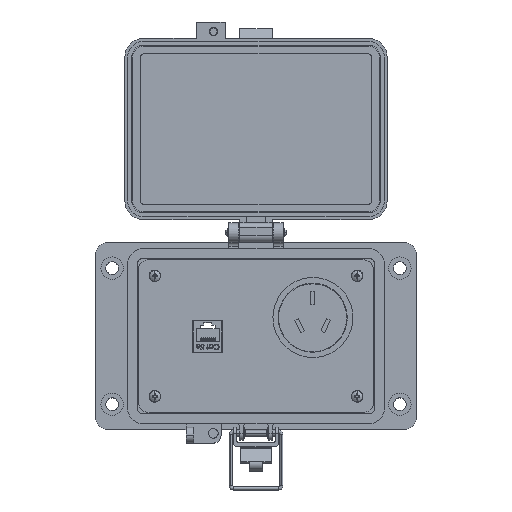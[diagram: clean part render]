
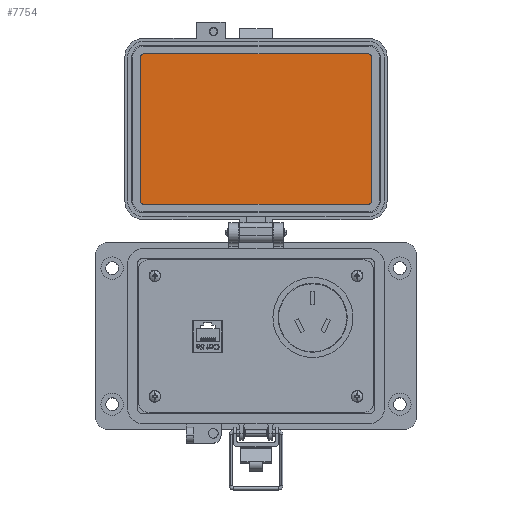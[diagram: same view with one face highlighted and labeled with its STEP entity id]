
A CAD part, top view. The second image highlights one B-rep face of the part: STEP entity #7754.
In plain terms, the highlighted planar face has unit normal (0, 0, 1).
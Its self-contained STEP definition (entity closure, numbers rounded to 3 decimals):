
#702 = DIRECTION ( 'NONE',  ( 0., 0., -1. ) ) ;
#2065 = EDGE_CURVE ( 'NONE', #45051, #32939, #4416, .T. ) ;
#2120 = DIRECTION ( 'NONE',  ( 0., 1., 0. ) ) ;
#3202 = CIRCLE ( 'NONE', #35305, 1.785 ) ;
#4416 = LINE ( 'NONE', #65153, #20086 ) ;
#7754 = ADVANCED_FACE ( 'NONE', ( #52538 ), #20603, .T. ) ;
#8397 = EDGE_CURVE ( 'NONE', #45366, #45051, #10434, .T. ) ;
#8677 = VERTEX_POINT ( 'NONE', #24298 ) ;
#10434 = CIRCLE ( 'NONE', #37128, 1.785 ) ;
#12208 = ORIENTED_EDGE ( 'NONE', *, *, #38852, .F. ) ;
#12677 = CARTESIAN_POINT ( 'NONE',  ( -59.505, 143.334, 8.694 ) ) ;
#14877 = VERTEX_POINT ( 'NONE', #67855 ) ;
#15251 = CARTESIAN_POINT ( 'NONE',  ( -57.72, 67.765, 8.694 ) ) ;
#16378 = CARTESIAN_POINT ( 'NONE',  ( -57.72, 69.55, 8.694 ) ) ;
#17432 = EDGE_CURVE ( 'NONE', #65347, #45366, #47300, .T. ) ;
#18080 = DIRECTION ( 'NONE',  ( -1., 0., 0. ) ) ;
#18574 = AXIS2_PLACEMENT_3D ( 'NONE', #34835, #57451, #25842 ) ;
#19040 = VECTOR ( 'NONE', #61148, 1000. ) ;
#20086 = VECTOR ( 'NONE', #18080, 1000. ) ;
#20603 = PLANE ( 'NONE',  #18574 ) ;
#21166 = ORIENTED_EDGE ( 'NONE', *, *, #8397, .F. ) ;
#21341 = VERTEX_POINT ( 'NONE', #40190 ) ;
#21651 = DIRECTION ( 'NONE',  ( 0., -1., 0. ) ) ;
#22394 = ORIENTED_EDGE ( 'NONE', *, *, #17432, .F. ) ;
#22562 = ORIENTED_EDGE ( 'NONE', *, *, #63086, .F. ) ;
#24298 = CARTESIAN_POINT ( 'NONE',  ( -59.505, 143.334, 8.694 ) ) ;
#25842 = DIRECTION ( 'NONE',  ( 0., -1., 0. ) ) ;
#25952 = CARTESIAN_POINT ( 'NONE',  ( 59.502, 69.55, 8.694 ) ) ;
#26298 = CARTESIAN_POINT ( 'NONE',  ( -57.72, 143.334, 8.694 ) ) ;
#26329 = EDGE_CURVE ( 'NONE', #21341, #65347, #57795, .T. ) ;
#29162 = DIRECTION ( 'NONE',  ( 0., 0., -1. ) ) ;
#31066 = CARTESIAN_POINT ( 'NONE',  ( 57.717, 67.765, 8.694 ) ) ;
#31598 = DIRECTION ( 'NONE',  ( 0., -1., 0. ) ) ;
#32205 = CARTESIAN_POINT ( 'NONE',  ( 57.717, 69.55, 8.694 ) ) ;
#32939 = VERTEX_POINT ( 'NONE', #15251 ) ;
#33276 = ORIENTED_EDGE ( 'NONE', *, *, #57666, .F. ) ;
#34477 = CARTESIAN_POINT ( 'NONE',  ( 59.502, 69.55, 8.694 ) ) ;
#34835 = CARTESIAN_POINT ( 'NONE',  ( -30.745, 145.119, 8.694 ) ) ;
#35305 = AXIS2_PLACEMENT_3D ( 'NONE', #26298, #63184, #31598 ) ;
#36048 = LINE ( 'NONE', #12677, #50025 ) ;
#36573 = VECTOR ( 'NONE', #62857, 1000. ) ;
#37039 = AXIS2_PLACEMENT_3D ( 'NONE', #60757, #29162, #66069 ) ;
#37128 = AXIS2_PLACEMENT_3D ( 'NONE', #32205, #702, #37533 ) ;
#37533 = DIRECTION ( 'NONE',  ( 0., -1., 0. ) ) ;
#37613 = EDGE_LOOP ( 'NONE', ( #33276, #22562, #40075, #54022, #21166, #22394, #45539, #12208 ) ) ;
#38852 = EDGE_CURVE ( 'NONE', #63192, #21341, #56107, .T. ) ;
#40075 = ORIENTED_EDGE ( 'NONE', *, *, #61457, .F. ) ;
#40190 = CARTESIAN_POINT ( 'NONE',  ( 57.717, 145.119, 8.694 ) ) ;
#45051 = VERTEX_POINT ( 'NONE', #31066 ) ;
#45366 = VERTEX_POINT ( 'NONE', #34477 ) ;
#45539 = ORIENTED_EDGE ( 'NONE', *, *, #26329, .F. ) ;
#47300 = LINE ( 'NONE', #25952, #36573 ) ;
#50025 = VECTOR ( 'NONE', #2120, 1000. ) ;
#52538 = FACE_OUTER_BOUND ( 'NONE', #37613, .T. ) ;
#53181 = DIRECTION ( 'NONE',  ( 0., 0., -1. ) ) ;
#54022 = ORIENTED_EDGE ( 'NONE', *, *, #2065, .F. ) ;
#54897 = AXIS2_PLACEMENT_3D ( 'NONE', #16378, #53181, #21651 ) ;
#55870 = CARTESIAN_POINT ( 'NONE',  ( 57.717, 145.119, 8.694 ) ) ;
#56107 = LINE ( 'NONE', #55870, #19040 ) ;
#57451 = DIRECTION ( 'NONE',  ( 0., 0., 1. ) ) ;
#57666 = EDGE_CURVE ( 'NONE', #8677, #63192, #3202, .T. ) ;
#57795 = CIRCLE ( 'NONE', #37039, 1.785 ) ;
#58902 = CARTESIAN_POINT ( 'NONE',  ( 59.502, 143.334, 8.694 ) ) ;
#60757 = CARTESIAN_POINT ( 'NONE',  ( 57.717, 143.334, 8.694 ) ) ;
#61038 = CARTESIAN_POINT ( 'NONE',  ( -57.72, 145.119, 8.694 ) ) ;
#61148 = DIRECTION ( 'NONE',  ( 1., 0., 0. ) ) ;
#61457 = EDGE_CURVE ( 'NONE', #32939, #14877, #66263, .T. ) ;
#62857 = DIRECTION ( 'NONE',  ( 0., -1., 0. ) ) ;
#63086 = EDGE_CURVE ( 'NONE', #14877, #8677, #36048, .T. ) ;
#63184 = DIRECTION ( 'NONE',  ( 0., 0., -1. ) ) ;
#63192 = VERTEX_POINT ( 'NONE', #61038 ) ;
#65153 = CARTESIAN_POINT ( 'NONE',  ( -57.72, 67.765, 8.694 ) ) ;
#65347 = VERTEX_POINT ( 'NONE', #58902 ) ;
#66069 = DIRECTION ( 'NONE',  ( 0., -1., 0. ) ) ;
#66263 = CIRCLE ( 'NONE', #54897, 1.785 ) ;
#67855 = CARTESIAN_POINT ( 'NONE',  ( -59.505, 69.55, 8.694 ) ) ;
